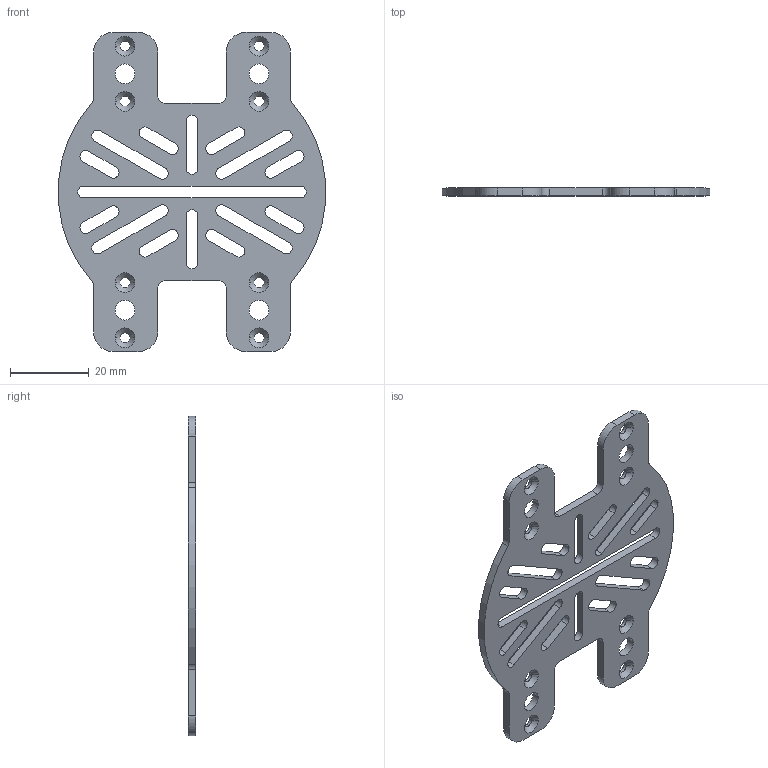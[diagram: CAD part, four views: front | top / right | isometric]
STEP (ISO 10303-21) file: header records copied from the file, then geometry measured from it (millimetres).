
FILE_DESCRIPTION((''),'2;1');
FILE_NAME('BAN-XUANGUA','2020-11-30T16:54:15',('QGLing'),(''),'CREO PARAMETRIC BY PTC INC, 2016510','CREO PARAMETRIC BY PTC INC, 2016510','');
FILE_SCHEMA(('CONFIG_CONTROL_DESIGN'));
Length unit declared in the file: millimetre
Products named in the file (1): BAN-XUANGUA
Bounding box: 67.78 x 2 x 81.01 mm (x, y, z)
Volume: 6079 mm3; surface area: 8169.1 mm2
Topology: 1 solids, 1 shells, 134 faces, 380 edges, 248 vertices
Faces by surface type: cylinder 72, plane 46, cone 16
Entity records: 4542 total; most frequent: DIRECTION 808, CARTESIAN_POINT 762, ORIENTED_EDGE 760, EDGE_CURVE 380, AXIS2_PLACEMENT_3D 294, VERTEX_POINT 248, VECTOR 220, LINE 220
